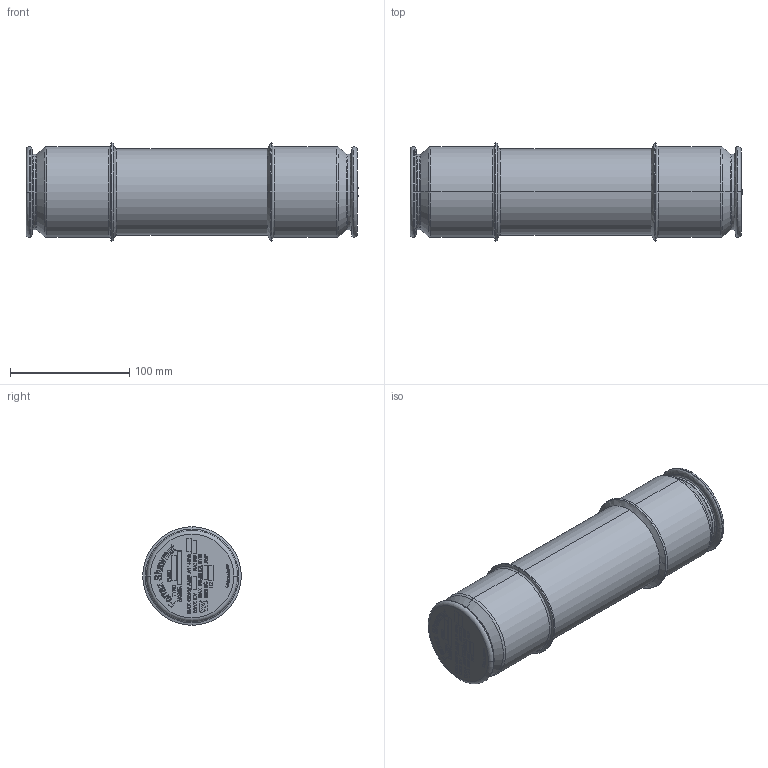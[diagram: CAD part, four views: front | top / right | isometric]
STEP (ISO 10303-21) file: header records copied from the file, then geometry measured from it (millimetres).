
FILE_DESCRIPTION (( 'STEP AP214' ), '1' );
FILE_NAME ('2B601037FG01.STEP', '2024-04-11T12:56:40', ( '' ), ( '' ), 'SwSTEP 2.0', 'SolidWorks 2021', '' );
FILE_SCHEMA (( 'AUTOMOTIVE_DESIGN' ));
Length unit declared in the file: inch
Products named in the file (10): 274B777P08_P08; 2A600022_CRIMPED; 2A606002_P13; 2A603022_P01 CRIMPED; Part2^2B601037FG01; Part3^2B601037FG01; 2B601037FG01; Part2^2B601036FG01; 2B601036FG01_G01; Part1^2B601037FG01
Assembly tree (12 placements, depth 3):
  2B601037FG01
    2B601036FG01_G01
      274B777P08_P08  x2
      2A606002_P13
      Part2^2B601036FG01  x2
    2A603022_P01 CRIMPED
    Part3^2B601037FG01  x2
    2A600022_CRIMPED
    Part1^2B601037FG01
    Part2^2B601037FG01
Bounding box: 277.99 x 82.55 x 82.55 mm (x, y, z)
Volume: 193993.2 mm3; surface area: 268007.9 mm2
Topology: 10 solids, 11 shells, 1503 faces, 3963 edges, 2610 vertices
Faces by surface type: plane 949, bspline 409, torus 58, cylinder 55, cone 32
Entity records: 81195 total; most frequent: CARTESIAN_POINT 30177, ORIENTED_EDGE 7624, DIRECTION 5343, EDGE_CURVE 3813, LINE 2827, VECTOR 2827, VERTEX_POINT 2526, EDGE_LOOP 1584
